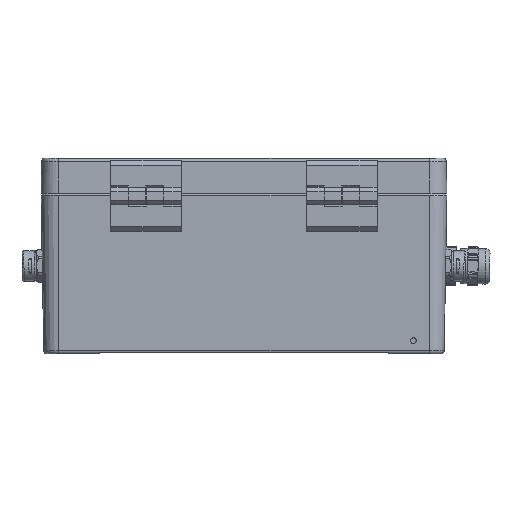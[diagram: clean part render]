
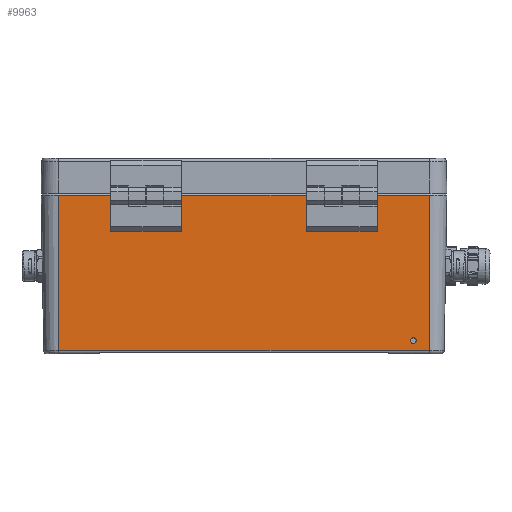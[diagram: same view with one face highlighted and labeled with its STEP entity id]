
A CAD part, left-side view. The second image highlights one B-rep face of the part: STEP entity #9963.
In plain terms, the highlighted planar face has unit normal (-1, 0, -0.018).
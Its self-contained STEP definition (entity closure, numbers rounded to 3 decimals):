
#1923 = CARTESIAN_POINT ( 'NONE',  ( -139.913, 75.45, -5. ) ) ;
#2124 = ORIENTED_EDGE ( 'NONE', *, *, #71811, .F. ) ;
#2423 = DIRECTION ( 'NONE',  ( 0., -1., 0. ) ) ;
#3659 = EDGE_CURVE ( 'NONE', #27361, #53342, #13640, .T. ) ;
#4421 = EDGE_CURVE ( 'NONE', #20676, #58963, #34411, .T. ) ;
#4434 = EDGE_LOOP ( 'NONE', ( #75506, #52833, #75394, #20510 ) ) ;
#4723 = VECTOR ( 'NONE', #79586, 1000. ) ;
#5053 = VECTOR ( 'NONE', #70400, 1000. ) ;
#6717 = LINE ( 'NONE', #35065, #4723 ) ;
#9691 = CARTESIAN_POINT ( 'NONE',  ( -139.642, -105., -20.5 ) ) ;
#9963 = ADVANCED_FACE ( 'NONE', ( #10668, #25614, #76393, #27596 ), #23555, .T. ) ;
#10324 = DIRECTION ( 'NONE',  ( 0., 1., 0. ) ) ;
#10668 = FACE_BOUND ( 'NONE', #47955, .T. ) ;
#11290 = CARTESIAN_POINT ( 'NONE',  ( -138.532, -96., -84.121 ) ) ;
#12970 = VECTOR ( 'NONE', #2423, 1000. ) ;
#13054 = CARTESIAN_POINT ( 'NONE',  ( -138.463, 105., -88.035 ) ) ;
#13640 = LINE ( 'NONE', #80943, #62450 ) ;
#14996 = ORIENTED_EDGE ( 'NONE', *, *, #4421, .T. ) ;
#15487 = DIRECTION ( 'NONE',  ( 0., -1., 0. ) ) ;
#16468 = LINE ( 'NONE', #55552, #82179 ) ;
#17406 = CARTESIAN_POINT ( 'NONE',  ( -140., -105., 0. ) ) ;
#17410 = DIRECTION ( 'NONE',  ( -0.017, 0., 1. ) ) ;
#17691 = CARTESIAN_POINT ( 'NONE',  ( -138.588, -99.242, -80.879 ) ) ;
#17784 = DIRECTION ( 'NONE',  ( -0.017, 0., 1. ) ) ;
#19488 = CARTESIAN_POINT ( 'NONE',  ( -140., 75.45, 0. ) ) ;
#20510 = ORIENTED_EDGE ( 'NONE', *, *, #3659, .F. ) ;
#20676 = VERTEX_POINT ( 'NONE', #36891 ) ;
#21485 = VECTOR ( 'NONE', #22222, 1000. ) ;
#22222 = DIRECTION ( 'NONE',  ( 0., -1., 0. ) ) ;
#22264 = AXIS2_PLACEMENT_3D ( 'NONE', #17406, #61933, #23828 ) ;
#22622 = VERTEX_POINT ( 'NONE', #52721 ) ;
#23555 = PLANE ( 'NONE',  #22264 ) ;
#23828 = DIRECTION ( 'NONE',  ( -0.017, 0., 1. ) ) ;
#23835 = ORIENTED_EDGE ( 'NONE', *, *, #32656, .F. ) ;
#24111 = CARTESIAN_POINT ( 'NONE',  ( -138.588, -92.758, -80.879 ) ) ;
#25116 = CARTESIAN_POINT ( 'NONE',  ( -138.463, -105., -88.035 ) ) ;
#25375 = CARTESIAN_POINT ( 'NONE',  ( -140., -105., 0. ) ) ;
#25614 = FACE_BOUND ( 'NONE', #4434, .T. ) ;
#25783 = DIRECTION ( 'NONE',  ( -0.017, 0., 1. ) ) ;
#26938 = LINE ( 'NONE', #70278, #73701 ) ;
#27361 = VERTEX_POINT ( 'NONE', #56138 ) ;
#27596 = FACE_BOUND ( 'NONE', #72417, .T. ) ;
#28466 = CARTESIAN_POINT ( 'NONE',  ( -140., -105., 0. ) ) ;
#30491 = CARTESIAN_POINT ( 'NONE',  ( -138.532, -96., -84.121 ) ) ;
#32203 = EDGE_LOOP ( 'NONE', ( #61942, #56491, #14996, #54172 ) ) ;
#32491 = EDGE_CURVE ( 'NONE', #48541, #58963, #73335, .T. ) ;
#32617 = EDGE_CURVE ( 'NONE', #66532, #36628, #16468, .T. ) ;
#32656 = EDGE_CURVE ( 'NONE', #43084, #43084, #68021, .T. ) ;
#34098 = VERTEX_POINT ( 'NONE', #46915 ) ;
#34411 = LINE ( 'NONE', #25375, #64289 ) ;
#35056 = CARTESIAN_POINT ( 'NONE',  ( -139.913, 35.55, -5. ) ) ;
#35065 = CARTESIAN_POINT ( 'NONE',  ( -139.913, -105., -5. ) ) ;
#35670 = ORIENTED_EDGE ( 'NONE', *, *, #32617, .F. ) ;
#36628 = VERTEX_POINT ( 'NONE', #35056 ) ;
#36891 = CARTESIAN_POINT ( 'NONE',  ( -138.463, -105., -88.035 ) ) ;
#36980 = CARTESIAN_POINT ( 'NONE',  ( -140., -35.55, 0. ) ) ;
#37423 = VECTOR ( 'NONE', #15487, 1000. ) ;
#38125 = DIRECTION ( 'NONE',  ( -0.017, 0., 1. ) ) ;
#38767 = EDGE_CURVE ( 'NONE', #77202, #34098, #39799, .T. ) ;
#39799 = LINE ( 'NONE', #36980, #73676 ) ;
#40591 = CARTESIAN_POINT ( 'NONE',  ( -139.642, -105., -20.5 ) ) ;
#43084 = VERTEX_POINT ( 'NONE', #47985 ) ;
#44349 = VECTOR ( 'NONE', #76050, 1000. ) ;
#46246 = EDGE_CURVE ( 'NONE', #36628, #66621, #78524, .T. ) ;
#46915 = CARTESIAN_POINT ( 'NONE',  ( -139.913, -35.55, -5. ) ) ;
#47955 = EDGE_LOOP ( 'NONE', ( #23835 ) ) ;
#47985 = CARTESIAN_POINT ( 'NONE',  ( -138.532, -96., -84.121 ) ) ;
#48541 = VERTEX_POINT ( 'NONE', #81816 ) ;
#48933 = EDGE_CURVE ( 'NONE', #77202, #27361, #70269, .T. ) ;
#50110 = VERTEX_POINT ( 'NONE', #13054 ) ;
#52721 = CARTESIAN_POINT ( 'NONE',  ( -139.642, 75.45, -20.5 ) ) ;
#52833 = ORIENTED_EDGE ( 'NONE', *, *, #38767, .T. ) ;
#53294 = EDGE_CURVE ( 'NONE', #50110, #20676, #78213, .T. ) ;
#53342 = VERTEX_POINT ( 'NONE', #65202 ) ;
#53897 = CARTESIAN_POINT ( 'NONE',  ( -139.642, -35.55, -20.5 ) ) ;
#54172 = ORIENTED_EDGE ( 'NONE', *, *, #32491, .F. ) ;
#55552 = CARTESIAN_POINT ( 'NONE',  ( -140., 35.55, 0. ) ) ;
#55842 = CARTESIAN_POINT ( 'NONE',  ( -138.532, -99.242, -84.121 ) ) ;
#56138 = CARTESIAN_POINT ( 'NONE',  ( -139.642, -75.45, -20.5 ) ) ;
#56491 = ORIENTED_EDGE ( 'NONE', *, *, #53294, .T. ) ;
#56500 = EDGE_CURVE ( 'NONE', #50110, #48541, #26938, .T. ) ;
#58963 = VERTEX_POINT ( 'NONE', #28466 ) ;
#59297 = ORIENTED_EDGE ( 'NONE', *, *, #71757, .T. ) ;
#61625 = VECTOR ( 'NONE', #10324, 1000. ) ;
#61788 = LINE ( 'NONE', #40591, #12970 ) ;
#61933 = DIRECTION ( 'NONE',  ( -1., 0., -0.017 ) ) ;
#61942 = ORIENTED_EDGE ( 'NONE', *, *, #56500, .F. ) ;
#62216 = CARTESIAN_POINT ( 'NONE',  ( -138.588, -96., -80.879 ) ) ;
#62450 = VECTOR ( 'NONE', #17784, 1000. ) ;
#64289 = VECTOR ( 'NONE', #38125, 1000. ) ;
#64888 = CARTESIAN_POINT ( 'NONE',  ( -139.642, 35.55, -20.5 ) ) ;
#65202 = CARTESIAN_POINT ( 'NONE',  ( -139.913, -75.45, -5. ) ) ;
#66532 = VERTEX_POINT ( 'NONE', #64888 ) ;
#66621 = VERTEX_POINT ( 'NONE', #1923 ) ;
#67356 = CARTESIAN_POINT ( 'NONE',  ( -139.913, -105., -5. ) ) ;
#68021 =( BOUNDED_CURVE ( )  B_SPLINE_CURVE ( 3, ( #11290, #55842, #17691, #62216, #24111, #68626, #30491 ),
 .UNSPECIFIED., .T., .F. ) 
 B_SPLINE_CURVE_WITH_KNOTS ( ( 4, 3, 4 ),
 ( 0., 3.142, 6.283 ),
 .UNSPECIFIED. ) 
 CURVE ( )  GEOMETRIC_REPRESENTATION_ITEM ( )  RATIONAL_B_SPLINE_CURVE ( ( 1., 0.333, 0.333, 1., 0.333, 0.333, 1. ) ) 
 REPRESENTATION_ITEM ( '' )  );
#68626 = CARTESIAN_POINT ( 'NONE',  ( -138.532, -92.758, -84.121 ) ) ;
#70269 = LINE ( 'NONE', #9691, #21485 ) ;
#70278 = CARTESIAN_POINT ( 'NONE',  ( -140., 105., 0. ) ) ;
#70400 = DIRECTION ( 'NONE',  ( -0.017, 0., 1. ) ) ;
#71757 = EDGE_CURVE ( 'NONE', #22622, #66621, #72798, .T. ) ;
#71811 = EDGE_CURVE ( 'NONE', #22622, #66532, #61788, .T. ) ;
#72417 = EDGE_LOOP ( 'NONE', ( #2124, #59297, #81655, #35670 ) ) ;
#72798 = LINE ( 'NONE', #19488, #5053 ) ;
#73335 = LINE ( 'NONE', #78913, #37423 ) ;
#73676 = VECTOR ( 'NONE', #81519, 1000. ) ;
#73701 = VECTOR ( 'NONE', #25783, 1000. ) ;
#75394 = ORIENTED_EDGE ( 'NONE', *, *, #78271, .F. ) ;
#75506 = ORIENTED_EDGE ( 'NONE', *, *, #48933, .F. ) ;
#76050 = DIRECTION ( 'NONE',  ( 0., -1., 0. ) ) ;
#76393 = FACE_OUTER_BOUND ( 'NONE', #32203, .T. ) ;
#77202 = VERTEX_POINT ( 'NONE', #53897 ) ;
#78213 = LINE ( 'NONE', #25116, #44349 ) ;
#78271 = EDGE_CURVE ( 'NONE', #53342, #34098, #6717, .T. ) ;
#78524 = LINE ( 'NONE', #67356, #61625 ) ;
#78913 = CARTESIAN_POINT ( 'NONE',  ( -140., -105., 0. ) ) ;
#79586 = DIRECTION ( 'NONE',  ( 0., 1., 0. ) ) ;
#80943 = CARTESIAN_POINT ( 'NONE',  ( -140., -75.45, 0. ) ) ;
#81519 = DIRECTION ( 'NONE',  ( -0.017, 0., 1. ) ) ;
#81655 = ORIENTED_EDGE ( 'NONE', *, *, #46246, .F. ) ;
#81816 = CARTESIAN_POINT ( 'NONE',  ( -140., 105., 0. ) ) ;
#82179 = VECTOR ( 'NONE', #17410, 1000. ) ;
